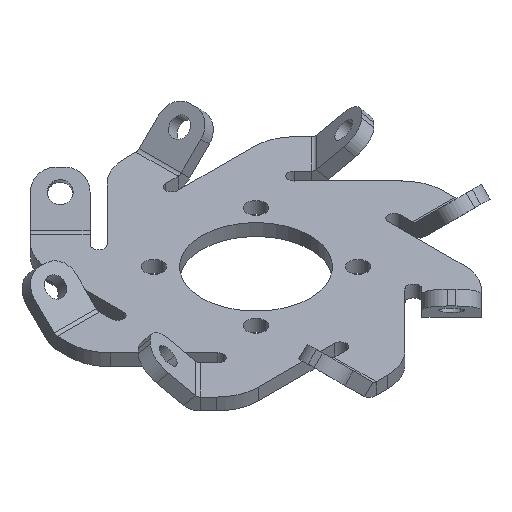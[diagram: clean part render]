
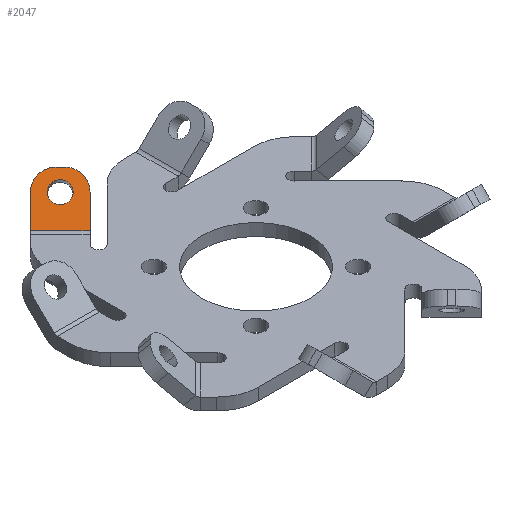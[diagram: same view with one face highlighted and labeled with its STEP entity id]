
A CAD part, isometric view. The second image highlights one B-rep face of the part: STEP entity #2047.
In plain terms, the highlighted planar face has unit normal (-0.5, -0.5, 0.707).
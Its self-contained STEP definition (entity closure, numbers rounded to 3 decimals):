
#86 = CARTESIAN_POINT ( 'NONE',  ( -6.496, 21.081, 3.459 ) ) ;
#87 = VERTEX_POINT ( 'NONE', #4205 ) ;
#154 = EDGE_CURVE ( 'NONE', #3938, #639, #4253, .T. ) ;
#278 = AXIS2_PLACEMENT_3D ( 'NONE', #2813, #3425, #4130 ) ;
#301 = DIRECTION ( 'NONE',  ( 0.854, -0.146, 0.5 ) ) ;
#317 = CARTESIAN_POINT ( 'NONE',  ( -2.425, 12.424, 0.216 ) ) ;
#416 = EDGE_CURVE ( 'NONE', #658, #3005, #652, .T. ) ;
#417 = EDGE_CURVE ( 'NONE', #639, #4042, #2737, .T. ) ;
#457 = CARTESIAN_POINT ( 'NONE',  ( -8.617, 23.203, 3.459 ) ) ;
#639 = VERTEX_POINT ( 'NONE', #889 ) ;
#652 = CIRCLE ( 'NONE', #3222, 3. ) ;
#658 = VERTEX_POINT ( 'NONE', #3191 ) ;
#677 = FACE_BOUND ( 'NONE', #1388, .T. ) ;
#801 = CARTESIAN_POINT ( 'NONE',  ( -7.824, 25.41, 5.58 ) ) ;
#802 = DIRECTION ( 'NONE',  ( 0.5, 0.5, 0.707 ) ) ;
#889 = CARTESIAN_POINT ( 'NONE',  ( -7.824, 25.41, 5.58 ) ) ;
#936 = EDGE_CURVE ( 'NONE', #2074, #658, #4587, .T. ) ;
#960 = VECTOR ( 'NONE', #4640, 1000. ) ;
#1002 = FACE_OUTER_BOUND ( 'NONE', #2431, .T. ) ;
#1042 = DIRECTION ( 'NONE',  ( 0.854, -0.146, 0.5 ) ) ;
#1045 = AXIS2_PLACEMENT_3D ( 'NONE', #2584, #4125, #301 ) ;
#1067 = AXIS2_PLACEMENT_3D ( 'NONE', #457, #1233, #2774 ) ;
#1098 = ORIENTED_EDGE ( 'NONE', *, *, #417, .T. ) ;
#1161 = ORIENTED_EDGE ( 'NONE', *, *, #154, .T. ) ;
#1233 = DIRECTION ( 'NONE',  ( -0.5, -0.5, 0.707 ) ) ;
#1265 = CARTESIAN_POINT ( 'NONE',  ( -7.117, 24.703, 5.58 ) ) ;
#1388 = EDGE_LOOP ( 'NONE', ( #3240, #4731 ) ) ;
#1408 = DIRECTION ( 'NONE',  ( 0.854, -0.146, 0.5 ) ) ;
#1482 = AXIS2_PLACEMENT_3D ( 'NONE', #2556, #2156, #1042 ) ;
#1616 = VECTOR ( 'NONE', #802, 1000. ) ;
#1636 = CARTESIAN_POINT ( 'NONE',  ( -7.69, 23.337, 4.209 ) ) ;
#1797 = LINE ( 'NONE', #317, #2850 ) ;
#1832 = PLANE ( 'NONE',  #3397 ) ;
#1955 = CARTESIAN_POINT ( 'NONE',  ( -8.789, 18.788, 0.216 ) ) ;
#2047 = ADVANCED_FACE ( 'NONE', ( #1002, #677 ), #1832, .T. ) ;
#2049 = VECTOR ( 'NONE', #3415, 1000. ) ;
#2074 = VERTEX_POINT ( 'NONE', #1955 ) ;
#2137 = ORIENTED_EDGE ( 'NONE', *, *, #4022, .F. ) ;
#2156 = DIRECTION ( 'NONE',  ( -0.5, -0.5, 0.707 ) ) ;
#2431 = EDGE_LOOP ( 'NONE', ( #2137, #3482, #3930, #3876, #1161, #1098, #2979 ) ) ;
#2462 = CARTESIAN_POINT ( 'NONE',  ( -6.056, 22.763, 4.959 ) ) ;
#2537 = DIRECTION ( 'NONE',  ( -0.5, -0.5, 0.707 ) ) ;
#2556 = CARTESIAN_POINT ( 'NONE',  ( -8.971, 23.556, 3.459 ) ) ;
#2558 = CARTESIAN_POINT ( 'NONE',  ( -8.617, 23.203, 3.459 ) ) ;
#2584 = CARTESIAN_POINT ( 'NONE',  ( -9.324, 23.91, 3.459 ) ) ;
#2673 = CARTESIAN_POINT ( 'NONE',  ( -15.37, 22.107, -2.092 ) ) ;
#2683 = VERTEX_POINT ( 'NONE', #4084 ) ;
#2737 = CIRCLE ( 'NONE', #1045, 3. ) ;
#2774 = DIRECTION ( 'NONE',  ( -0.854, 0.146, -0.5 ) ) ;
#2813 = CARTESIAN_POINT ( 'NONE',  ( -8.971, 23.556, 3.459 ) ) ;
#2850 = VECTOR ( 'NONE', #4548, 1000. ) ;
#2919 = EDGE_CURVE ( 'NONE', #3005, #3938, #3238, .T. ) ;
#2979 = ORIENTED_EDGE ( 'NONE', *, *, #4239, .T. ) ;
#3005 = VERTEX_POINT ( 'NONE', #2462 ) ;
#3084 = LINE ( 'NONE', #2673, #2049 ) ;
#3129 = EDGE_CURVE ( 'NONE', #4564, #2683, #4209, .T. ) ;
#3191 = CARTESIAN_POINT ( 'NONE',  ( -6.496, 21.081, 3.459 ) ) ;
#3222 = AXIS2_PLACEMENT_3D ( 'NONE', #2558, #4045, #4780 ) ;
#3238 = CIRCLE ( 'NONE', #1067, 3. ) ;
#3240 = ORIENTED_EDGE ( 'NONE', *, *, #3129, .F. ) ;
#3397 = AXIS2_PLACEMENT_3D ( 'NONE', #4532, #2537, #1408 ) ;
#3415 = DIRECTION ( 'NONE',  ( -0.5, -0.5, -0.707 ) ) ;
#3425 = DIRECTION ( 'NONE',  ( -0.5, -0.5, 0.707 ) ) ;
#3482 = ORIENTED_EDGE ( 'NONE', *, *, #936, .T. ) ;
#3589 = EDGE_CURVE ( 'NONE', #2683, #4564, #4866, .T. ) ;
#3712 = CARTESIAN_POINT ( 'NONE',  ( -11.445, 26.031, 3.459 ) ) ;
#3876 = ORIENTED_EDGE ( 'NONE', *, *, #2919, .T. ) ;
#3930 = ORIENTED_EDGE ( 'NONE', *, *, #416, .T. ) ;
#3938 = VERTEX_POINT ( 'NONE', #1265 ) ;
#4022 = EDGE_CURVE ( 'NONE', #2074, #87, #1797, .T. ) ;
#4042 = VERTEX_POINT ( 'NONE', #3712 ) ;
#4045 = DIRECTION ( 'NONE',  ( -0.5, -0.5, 0.707 ) ) ;
#4084 = CARTESIAN_POINT ( 'NONE',  ( -10.251, 23.776, 2.709 ) ) ;
#4125 = DIRECTION ( 'NONE',  ( -0.5, -0.5, 0.707 ) ) ;
#4130 = DIRECTION ( 'NONE',  ( 0.854, -0.146, 0.5 ) ) ;
#4205 = CARTESIAN_POINT ( 'NONE',  ( -13.738, 23.738, 0.216 ) ) ;
#4209 = CIRCLE ( 'NONE', #278, 1.5 ) ;
#4239 = EDGE_CURVE ( 'NONE', #4042, #87, #3084, .T. ) ;
#4253 = LINE ( 'NONE', #801, #960 ) ;
#4532 = CARTESIAN_POINT ( 'NONE',  ( 2.157, 17.006, 6.695 ) ) ;
#4548 = DIRECTION ( 'NONE',  ( -0.707, 0.707, 0. ) ) ;
#4564 = VERTEX_POINT ( 'NONE', #1636 ) ;
#4587 = LINE ( 'NONE', #86, #1616 ) ;
#4640 = DIRECTION ( 'NONE',  ( -0.707, 0.707, 0. ) ) ;
#4731 = ORIENTED_EDGE ( 'NONE', *, *, #3589, .F. ) ;
#4780 = DIRECTION ( 'NONE',  ( -0.854, 0.146, -0.5 ) ) ;
#4866 = CIRCLE ( 'NONE', #1482, 1.5 ) ;
